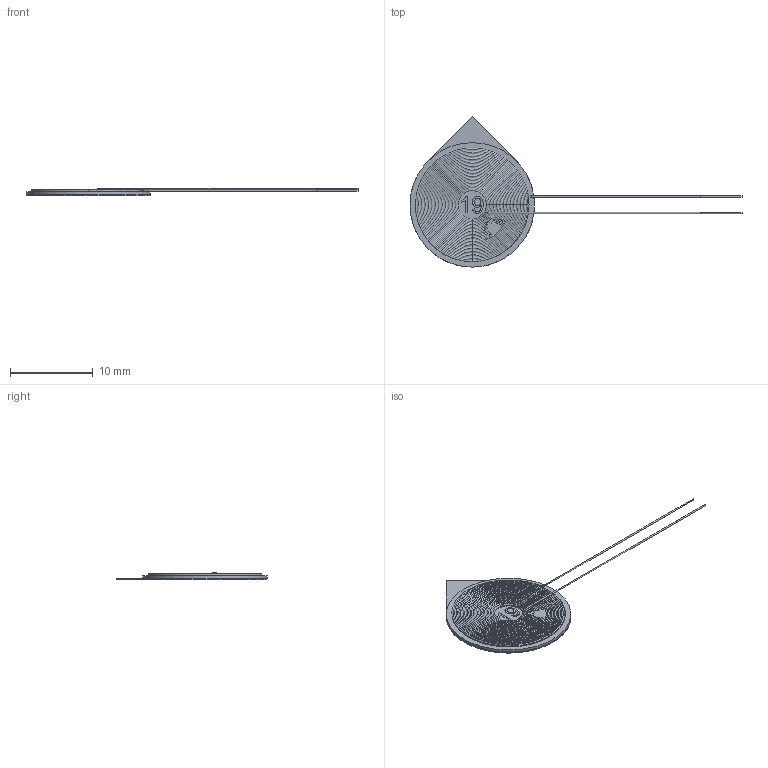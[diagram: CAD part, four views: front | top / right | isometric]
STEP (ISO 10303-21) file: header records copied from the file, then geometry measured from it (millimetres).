
FILE_DESCRIPTION( ( 'Unknown' ), '1' );
FILE_NAME( '760308101219.stp', 'Unknown', ( 'Unknown' ), ( 'Unknown' ), 'PSStep 17.0.49', 'Unknown', ' ' );
FILE_SCHEMA( ( 'AUTOMOTIVE_DESIGN { 1 0 10303 214 1 1 1 1 }' ) );
Length unit declared in the file: millimetre
Products named in the file (6): Assem1; D_Epoxy; C_Ferrite Sheet; E_Copper Coil; B_Adhesive Tape; A_Release Paper
Assembly tree (5 placements, depth 2):
  Assem1
    D_Epoxy
    C_Ferrite Sheet
    E_Copper Coil
    B_Adhesive Tape
    A_Release Paper
Bounding box: 40 x 18.11 x 0.87 mm (x, y, z)
Volume: 111.1 mm3; surface area: 1843.7 mm2
Topology: 5 solids, 5 shells, 98 faces, 194 edges, 110 vertices
Faces by surface type: torus 31, bspline 30, plane 23, cylinder 9, extrusion 5
Full cylindrical faces by diameter (mm): 0.16 x2, 0.17 x2, 3.44 x1, 13.68 x1, 15 x2
Entity records: 5383 total; most frequent: CARTESIAN_POINT 2811, DIRECTION 316, ORIENTED_EDGE 238, EDGE_LOOP 179, FACE_OUTER_BOUND 168, AXIS2_PLACEMENT_3D 147, VERTEX_POINT 136, EDGE_CURVE 119
